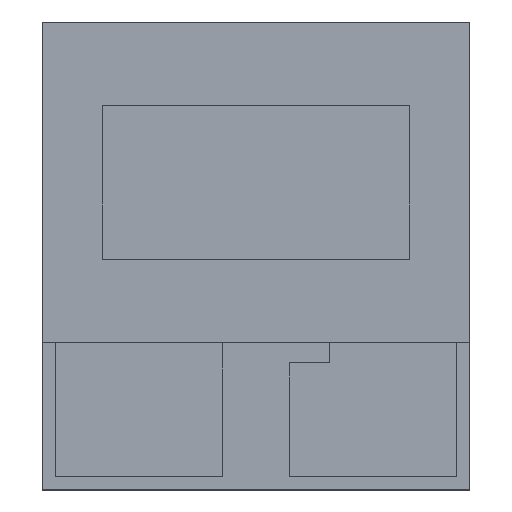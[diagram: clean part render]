
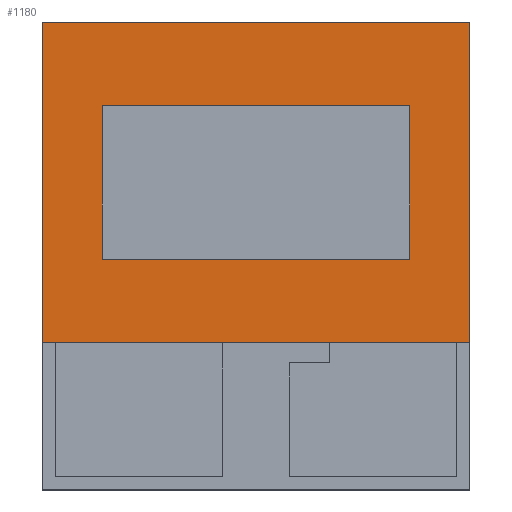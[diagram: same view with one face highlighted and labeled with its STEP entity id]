
A CAD part, top view. The second image highlights one B-rep face of the part: STEP entity #1180.
In plain terms, the highlighted planar face has unit normal (0, 0, 1).
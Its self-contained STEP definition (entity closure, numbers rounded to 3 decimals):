
#40 = ORIENTED_EDGE ( 'NONE', *, *, #596, .T. ) ;
#79 = CARTESIAN_POINT ( 'NONE',  ( -1.15, 0.575, 0. ) ) ;
#86 = ORIENTED_EDGE ( 'NONE', *, *, #436, .F. ) ;
#102 = EDGE_CURVE ( 'NONE', #915, #903, #1092, .T. ) ;
#115 = VERTEX_POINT ( 'NONE', #1090 ) ;
#131 = CARTESIAN_POINT ( 'NONE',  ( -1.15, 0.575, 0. ) ) ;
#132 = CARTESIAN_POINT ( 'NONE',  ( 1.6, 1.2, 0. ) ) ;
#135 = VECTOR ( 'NONE', #1023, 1000. ) ;
#146 = EDGE_CURVE ( 'NONE', #903, #890, #315, .T. ) ;
#180 = VERTEX_POINT ( 'NONE', #457 ) ;
#216 = LINE ( 'NONE', #354, #135 ) ;
#233 = DIRECTION ( 'NONE',  ( 0., 1., 0. ) ) ;
#236 = EDGE_CURVE ( 'NONE', #444, #115, #1002, .T. ) ;
#239 = LINE ( 'NONE', #1141, #981 ) ;
#241 = CARTESIAN_POINT ( 'NONE',  ( 1.15, 0.575, 0. ) ) ;
#250 = CARTESIAN_POINT ( 'NONE',  ( 1.6, -1.2, 0. ) ) ;
#267 = VECTOR ( 'NONE', #1062, 1000. ) ;
#277 = ORIENTED_EDGE ( 'NONE', *, *, #146, .T. ) ;
#287 = ORIENTED_EDGE ( 'NONE', *, *, #1102, .F. ) ;
#293 = EDGE_LOOP ( 'NONE', ( #40, #1194, #277, #820 ) ) ;
#315 = LINE ( 'NONE', #132, #819 ) ;
#354 = CARTESIAN_POINT ( 'NONE',  ( -1.6, 1.2, 0. ) ) ;
#365 = ORIENTED_EDGE ( 'NONE', *, *, #236, .F. ) ;
#374 = EDGE_LOOP ( 'NONE', ( #287, #365, #86, #1130 ) ) ;
#425 = DIRECTION ( 'NONE',  ( -1., 0., 0. ) ) ;
#436 = EDGE_CURVE ( 'NONE', #440, #444, #701, .T. ) ;
#440 = VERTEX_POINT ( 'NONE', #930 ) ;
#444 = VERTEX_POINT ( 'NONE', #131 ) ;
#457 = CARTESIAN_POINT ( 'NONE',  ( 1.15, -0.575, 0. ) ) ;
#473 = LINE ( 'NONE', #241, #703 ) ;
#530 = CARTESIAN_POINT ( 'NONE',  ( -1.6, -1.2, 0. ) ) ;
#538 = CARTESIAN_POINT ( 'NONE',  ( 0., 0., 0. ) ) ;
#541 = VERTEX_POINT ( 'NONE', #551 ) ;
#542 = DIRECTION ( 'NONE',  ( 0., 1., 0. ) ) ;
#551 = CARTESIAN_POINT ( 'NONE',  ( -1.6, 1.2, 0. ) ) ;
#560 = VECTOR ( 'NONE', #995, 1000. ) ;
#596 = EDGE_CURVE ( 'NONE', #541, #915, #1051, .T. ) ;
#631 = PLANE ( 'NONE',  #1151 ) ;
#664 = CARTESIAN_POINT ( 'NONE',  ( -1.6, -1.2, 0. ) ) ;
#701 = LINE ( 'NONE', #79, #267 ) ;
#703 = VECTOR ( 'NONE', #233, 1000. ) ;
#712 = VECTOR ( 'NONE', #751, 1000. ) ;
#751 = DIRECTION ( 'NONE',  ( 0., -1., 0. ) ) ;
#819 = VECTOR ( 'NONE', #542, 1000. ) ;
#820 = ORIENTED_EDGE ( 'NONE', *, *, #829, .T. ) ;
#826 = CARTESIAN_POINT ( 'NONE',  ( -1.15, -0.575, 0. ) ) ;
#829 = EDGE_CURVE ( 'NONE', #890, #541, #216, .T. ) ;
#832 = DIRECTION ( 'NONE',  ( 1., 0., 0. ) ) ;
#856 = CARTESIAN_POINT ( 'NONE',  ( 1.6, 1.2, 0. ) ) ;
#863 = VECTOR ( 'NONE', #832, 1000. ) ;
#890 = VERTEX_POINT ( 'NONE', #856 ) ;
#903 = VERTEX_POINT ( 'NONE', #1210 ) ;
#915 = VERTEX_POINT ( 'NONE', #664 ) ;
#930 = CARTESIAN_POINT ( 'NONE',  ( 1.15, 0.575, 0. ) ) ;
#981 = VECTOR ( 'NONE', #1008, 1000. ) ;
#995 = DIRECTION ( 'NONE',  ( 0., -1., 0. ) ) ;
#1002 = LINE ( 'NONE', #826, #712 ) ;
#1008 = DIRECTION ( 'NONE',  ( 1., 0., 0. ) ) ;
#1023 = DIRECTION ( 'NONE',  ( -1., 0., 0. ) ) ;
#1051 = LINE ( 'NONE', #530, #560 ) ;
#1062 = DIRECTION ( 'NONE',  ( -1., 0., 0. ) ) ;
#1073 = DIRECTION ( 'NONE',  ( 0., 0., -1. ) ) ;
#1090 = CARTESIAN_POINT ( 'NONE',  ( -1.15, -0.575, 0. ) ) ;
#1092 = LINE ( 'NONE', #250, #863 ) ;
#1102 = EDGE_CURVE ( 'NONE', #115, #180, #239, .T. ) ;
#1130 = ORIENTED_EDGE ( 'NONE', *, *, #1155, .F. ) ;
#1141 = CARTESIAN_POINT ( 'NONE',  ( 1.15, -0.575, 0. ) ) ;
#1151 = AXIS2_PLACEMENT_3D ( 'NONE', #538, #1073, #425 ) ;
#1155 = EDGE_CURVE ( 'NONE', #180, #440, #473, .T. ) ;
#1161 = FACE_OUTER_BOUND ( 'NONE', #293, .T. ) ;
#1180 = ADVANCED_FACE ( 'NONE', ( #1191, #1161 ), #631, .F. ) ;
#1191 = FACE_BOUND ( 'NONE', #374, .T. ) ;
#1194 = ORIENTED_EDGE ( 'NONE', *, *, #102, .T. ) ;
#1210 = CARTESIAN_POINT ( 'NONE',  ( 1.6, -1.2, 0. ) ) ;
